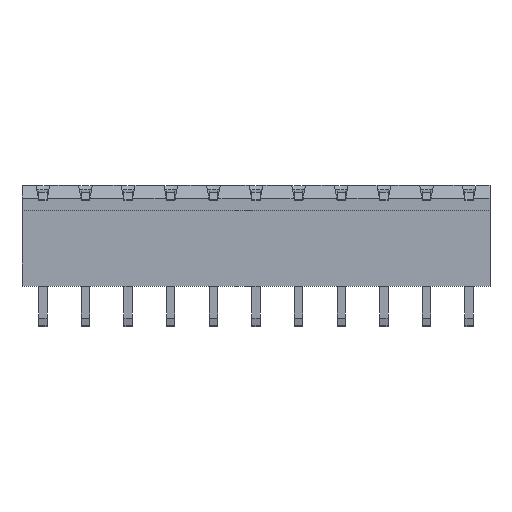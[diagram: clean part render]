
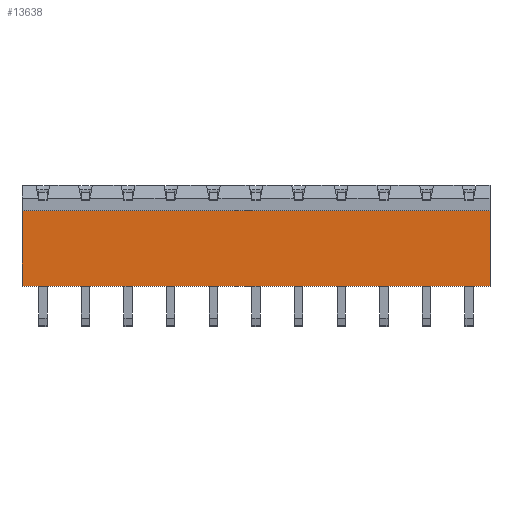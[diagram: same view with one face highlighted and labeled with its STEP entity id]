
A CAD part, top view. The second image highlights one B-rep face of the part: STEP entity #13638.
In plain terms, the highlighted planar face has unit normal (0, 0, 1).
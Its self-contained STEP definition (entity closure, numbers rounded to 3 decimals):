
#67 = DIRECTION ( 'NONE',  ( 0., 1., 0. ) ) ;
#161 = DIRECTION ( 'NONE',  ( 0., 0., -1. ) ) ;
#200 = CARTESIAN_POINT ( 'NONE',  ( 55.77, 9.01, 0. ) ) ;
#544 = EDGE_CURVE ( 'NONE', #2698, #2066, #8304, .T. ) ;
#962 = AXIS2_PLACEMENT_3D ( 'NONE', #200, #161, #67 ) ;
#1222 = VERTEX_POINT ( 'NONE', #10052 ) ;
#1227 = PLANE ( 'NONE',  #962 ) ;
#2066 = VERTEX_POINT ( 'NONE', #5425 ) ;
#2318 = ORIENTED_EDGE ( 'NONE', *, *, #2465, .T. ) ;
#2465 = EDGE_CURVE ( 'NONE', #2698, #1222, #8700, .T. ) ;
#2698 = VERTEX_POINT ( 'NONE', #11468 ) ;
#2742 = CARTESIAN_POINT ( 'NONE',  ( 55.77, 9.01, 0. ) ) ;
#3789 = VECTOR ( 'NONE', #6380, 1000. ) ;
#4076 = VECTOR ( 'NONE', #10798, 1000. ) ;
#5425 = CARTESIAN_POINT ( 'NONE',  ( 55.77, 0., 0. ) ) ;
#5980 = FACE_OUTER_BOUND ( 'NONE', #11375, .T. ) ;
#6380 = DIRECTION ( 'NONE',  ( 0., -1., 0. ) ) ;
#6383 = CARTESIAN_POINT ( 'NONE',  ( 0., 9.01, 0. ) ) ;
#6984 = DIRECTION ( 'NONE',  ( -1., 0., 0. ) ) ;
#7423 = ORIENTED_EDGE ( 'NONE', *, *, #544, .F. ) ;
#8100 = EDGE_CURVE ( 'NONE', #2066, #15972, #11771, .T. ) ;
#8257 = VECTOR ( 'NONE', #6984, 1000. ) ;
#8304 = LINE ( 'NONE', #11483, #4076 ) ;
#8700 = LINE ( 'NONE', #2742, #8257 ) ;
#9887 = CARTESIAN_POINT ( 'NONE',  ( 55.77, 0., 0. ) ) ;
#10015 = DIRECTION ( 'NONE',  ( -1., 0., 0. ) ) ;
#10052 = CARTESIAN_POINT ( 'NONE',  ( 0., 9.01, 0. ) ) ;
#10798 = DIRECTION ( 'NONE',  ( 0., -1., 0. ) ) ;
#11375 = EDGE_LOOP ( 'NONE', ( #17218, #15968, #7423, #2318 ) ) ;
#11468 = CARTESIAN_POINT ( 'NONE',  ( 55.77, 9.01, 0. ) ) ;
#11483 = CARTESIAN_POINT ( 'NONE',  ( 55.77, 9.01, 0. ) ) ;
#11771 = LINE ( 'NONE', #9887, #14409 ) ;
#12563 = EDGE_CURVE ( 'NONE', #1222, #15972, #17413, .T. ) ;
#13638 = ADVANCED_FACE ( 'NONE', ( #5980 ), #1227, .F. ) ;
#14409 = VECTOR ( 'NONE', #10015, 1000. ) ;
#15968 = ORIENTED_EDGE ( 'NONE', *, *, #8100, .F. ) ;
#15972 = VERTEX_POINT ( 'NONE', #16931 ) ;
#16931 = CARTESIAN_POINT ( 'NONE',  ( 0., 0., 0. ) ) ;
#17218 = ORIENTED_EDGE ( 'NONE', *, *, #12563, .T. ) ;
#17413 = LINE ( 'NONE', #6383, #3789 ) ;
